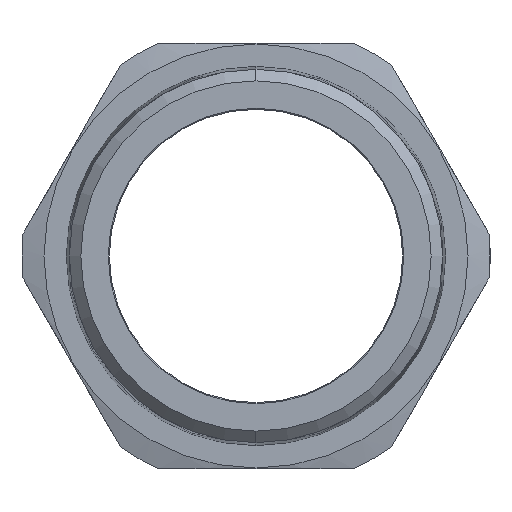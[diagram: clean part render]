
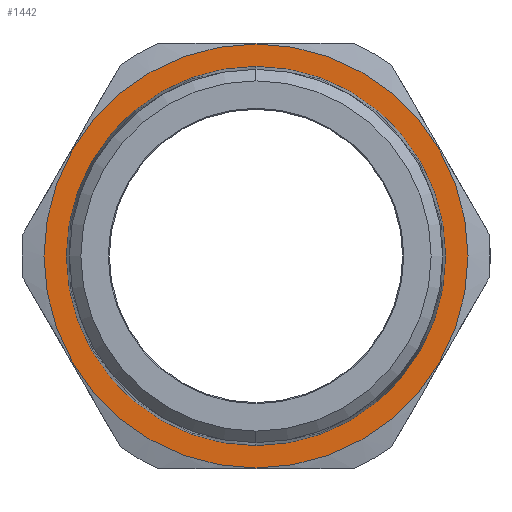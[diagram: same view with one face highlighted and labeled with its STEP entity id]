
A CAD part, left-side view. The second image highlights one B-rep face of the part: STEP entity #1442.
In plain terms, the highlighted planar face has unit normal (-1, 0, 0).
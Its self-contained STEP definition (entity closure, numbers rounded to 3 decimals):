
#61 = DIRECTION ( 'NONE',  ( 1., 0., 0. ) ) ;
#81 = AXIS2_PLACEMENT_3D ( 'NONE', #2995, #2198, #1928 ) ;
#115 = CARTESIAN_POINT ( 'NONE',  ( -37.4, 0., -44.55 ) ) ;
#172 = DIRECTION ( 'NONE',  ( 1., 0., 0. ) ) ;
#297 = VERTEX_POINT ( 'NONE', #736 ) ;
#330 = ORIENTED_EDGE ( 'NONE', *, *, #926, .F. ) ;
#428 = CARTESIAN_POINT ( 'NONE',  ( -37.4, 0., 0. ) ) ;
#453 = EDGE_LOOP ( 'NONE', ( #1273, #330 ) ) ;
#669 = CARTESIAN_POINT ( 'NONE',  ( -37.4, 0., 49.811 ) ) ;
#736 = CARTESIAN_POINT ( 'NONE',  ( -37.4, 0., 44.55 ) ) ;
#771 = EDGE_CURVE ( 'NONE', #1530, #297, #1550, .T. ) ;
#926 = EDGE_CURVE ( 'NONE', #1473, #1316, #1218, .T. ) ;
#1121 = CARTESIAN_POINT ( 'NONE',  ( -37.4, 44.55, 0. ) ) ;
#1146 = CARTESIAN_POINT ( 'NONE',  ( -37.4, 0., 0. ) ) ;
#1218 = CIRCLE ( 'NONE', #81, 49.811 ) ;
#1273 = ORIENTED_EDGE ( 'NONE', *, *, #2368, .F. ) ;
#1300 = DIRECTION ( 'NONE',  ( 0., 0., 1. ) ) ;
#1316 = VERTEX_POINT ( 'NONE', #2667 ) ;
#1442 = ADVANCED_FACE ( 'NONE', ( #2077, #3406 ), #1952, .F. ) ;
#1473 = VERTEX_POINT ( 'NONE', #669 ) ;
#1530 = VERTEX_POINT ( 'NONE', #115 ) ;
#1550 = CIRCLE ( 'NONE', #2890, 44.55 ) ;
#1568 = CARTESIAN_POINT ( 'NONE',  ( -37.4, 0., 0. ) ) ;
#1578 = ORIENTED_EDGE ( 'NONE', *, *, #1934, .F. ) ;
#1655 = DIRECTION ( 'NONE',  ( -1., 0., 0. ) ) ;
#1659 = AXIS2_PLACEMENT_3D ( 'NONE', #428, #172, #2033 ) ;
#1787 = ORIENTED_EDGE ( 'NONE', *, *, #771, .F. ) ;
#1928 = DIRECTION ( 'NONE',  ( 0., 0., -1. ) ) ;
#1931 = DIRECTION ( 'NONE',  ( 0., 0., -1. ) ) ;
#1934 = EDGE_CURVE ( 'NONE', #297, #1530, #3206, .T. ) ;
#1952 = PLANE ( 'NONE',  #2518 ) ;
#1977 = CIRCLE ( 'NONE', #1659, 49.811 ) ;
#2033 = DIRECTION ( 'NONE',  ( 0., 0., -1. ) ) ;
#2077 = FACE_BOUND ( 'NONE', #2227, .T. ) ;
#2098 = DIRECTION ( 'NONE',  ( -1., 0., 0. ) ) ;
#2198 = DIRECTION ( 'NONE',  ( 1., 0., 0. ) ) ;
#2227 = EDGE_LOOP ( 'NONE', ( #1578, #1787 ) ) ;
#2368 = EDGE_CURVE ( 'NONE', #1316, #1473, #1977, .T. ) ;
#2518 = AXIS2_PLACEMENT_3D ( 'NONE', #1121, #61, #1931 ) ;
#2667 = CARTESIAN_POINT ( 'NONE',  ( -37.4, 0., -49.811 ) ) ;
#2744 = DIRECTION ( 'NONE',  ( 0., 0., 1. ) ) ;
#2890 = AXIS2_PLACEMENT_3D ( 'NONE', #1568, #2098, #1300 ) ;
#2995 = CARTESIAN_POINT ( 'NONE',  ( -37.4, 0., 0. ) ) ;
#3206 = CIRCLE ( 'NONE', #3287, 44.55 ) ;
#3287 = AXIS2_PLACEMENT_3D ( 'NONE', #1146, #1655, #2744 ) ;
#3406 = FACE_OUTER_BOUND ( 'NONE', #453, .T. ) ;
